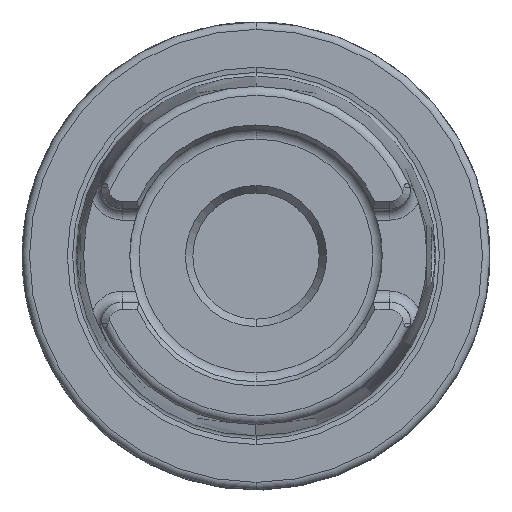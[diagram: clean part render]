
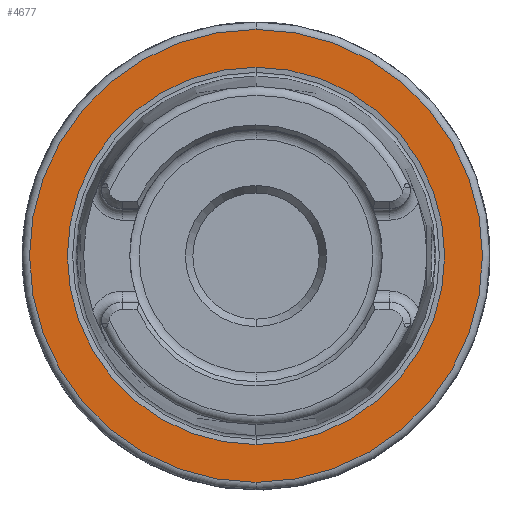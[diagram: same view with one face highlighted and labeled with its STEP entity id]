
A CAD part, top view. The second image highlights one B-rep face of the part: STEP entity #4677.
In plain terms, the highlighted planar face has unit normal (0, 0, 1).
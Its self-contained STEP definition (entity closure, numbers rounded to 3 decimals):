
#1264=CARTESIAN_POINT('',(0,0,26));
#1265=DIRECTION('',(0,0,-1));
#1266=DIRECTION('',(0,1,0));
#1267=AXIS2_PLACEMENT_3D('',#1264,#1265,#1266);
#1277=CARTESIAN_POINT('',(0,0,26));
#1278=DIRECTION('',(0,0,1));
#1279=DIRECTION('',(0,1,0));
#1280=AXIS2_PLACEMENT_3D('',#1277,#1278,#1279);
#1282=CARTESIAN_POINT('',(0,0,26));
#1283=DIRECTION('',(0,0,1));
#1284=DIRECTION('',(0,1,0));
#1285=AXIS2_PLACEMENT_3D('',#1282,#1283,#1284);
#1287=CARTESIAN_POINT('',(0,0,26));
#1288=DIRECTION('',(0,0,1));
#1289=DIRECTION('',(0,-1,0));
#1290=AXIS2_PLACEMENT_3D('',#1287,#1288,#1289);
#2884=CARTESIAN_POINT('',(0,25.409,26));
#2886=VERTEX_POINT('',#2884);
#2920=CARTESIAN_POINT('',(0,-25.409,26));
#2922=VERTEX_POINT('',#2920);
#2986=CARTESIAN_POINT('',(0,30.5,26));
#2987=CARTESIAN_POINT('',(0,-30.5,26));
#2988=VERTEX_POINT('',#2986);
#2989=VERTEX_POINT('',#2987);
#4662=CARTESIAN_POINT('',(0,0,26));
#4663=DIRECTION('',(0,0,-1));
#4664=DIRECTION('',(0,-1,0));
#4665=AXIS2_PLACEMENT_3D('',#4662,#4663,#4664);
#4666=PLANE('',#4665);
#4668=ORIENTED_EDGE('',*,*,#4667,.F.);
#4670=ORIENTED_EDGE('',*,*,#4669,.F.);
#4671=EDGE_LOOP('',(#4668,#4670));
#4672=FACE_OUTER_BOUND('',#4671,.F.);
#4673=ORIENTED_EDGE('',*,*,#4657,.T.);
#4674=ORIENTED_EDGE('',*,*,#4641,.F.);
#4675=EDGE_LOOP('',(#4673,#4674));
#4676=FACE_BOUND('',#4675,.F.);
#4677=ADVANCED_FACE('',(#4672,#4676),#4666,.F.);
#1268=CIRCLE('',#1267,25.409);
#1281=CIRCLE('',#1280,25.409);
#1286=CIRCLE('',#1285,30.5);
#1291=CIRCLE('',#1290,30.5);
#4641=EDGE_CURVE('',#2886,#2922,#1268,.T.);
#4657=EDGE_CURVE('',#2886,#2922,#1281,.T.);
#4667=EDGE_CURVE('',#2988,#2989,#1286,.T.);
#4669=EDGE_CURVE('',#2989,#2988,#1291,.T.);
